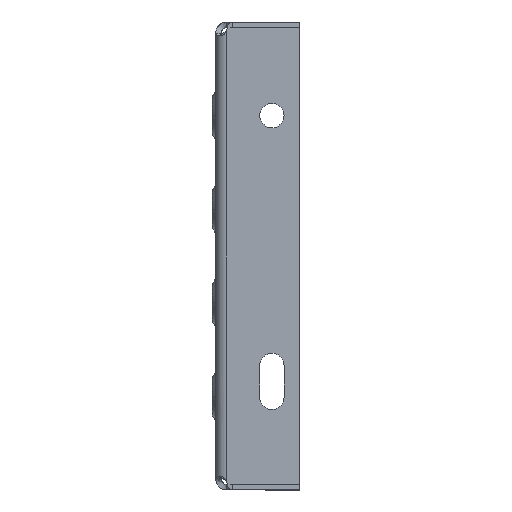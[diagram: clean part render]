
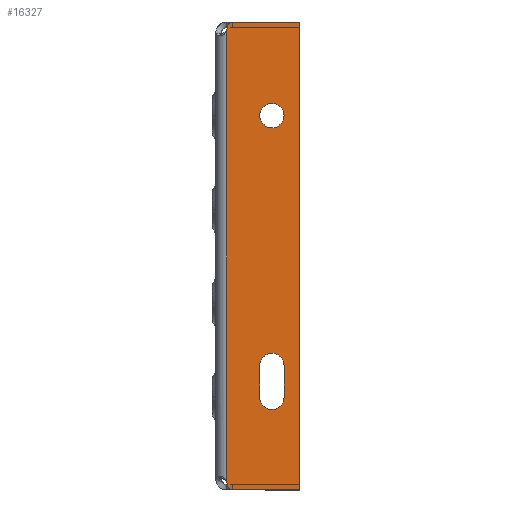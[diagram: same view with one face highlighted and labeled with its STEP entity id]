
A CAD part, left-side view. The second image highlights one B-rep face of the part: STEP entity #16327.
In plain terms, the highlighted planar face has unit normal (-1, 0, 0).
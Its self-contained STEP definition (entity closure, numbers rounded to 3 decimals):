
#971 = VERTEX_POINT ( 'NONE', #45575 ) ;
#1522 = DIRECTION ( 'NONE',  ( 1., 0., 0. ) ) ;
#1795 = LINE ( 'NONE', #10655, #47430 ) ;
#2070 = CARTESIAN_POINT ( 'NONE',  ( -500., 495.493, 0. ) ) ;
#2224 = ORIENTED_EDGE ( 'NONE', *, *, #42472, .F. ) ;
#2511 = CARTESIAN_POINT ( 'NONE',  ( -500., -23.507, 75. ) ) ;
#2804 = ORIENTED_EDGE ( 'NONE', *, *, #53830, .T. ) ;
#2828 = DIRECTION ( 'NONE',  ( 0., 1., 0. ) ) ;
#2957 = CARTESIAN_POINT ( 'NONE',  ( -500., -6.507, 123. ) ) ;
#3929 = CARTESIAN_POINT ( 'NONE',  ( -500., -30.007, -58.5 ) ) ;
#4291 = CARTESIAN_POINT ( 'NONE',  ( -500., -8.507, -125. ) ) ;
#4323 = EDGE_LOOP ( 'NONE', ( #7138, #39037 ) ) ;
#4611 = CIRCLE ( 'NONE', #47075, 6.5 ) ;
#5404 = FACE_OUTER_BOUND ( 'NONE', #30390, .T. ) ;
#5548 = CARTESIAN_POINT ( 'NONE',  ( -500., -6.507, -123. ) ) ;
#5554 = CARTESIAN_POINT ( 'NONE',  ( -500., -45.007, -125. ) ) ;
#5690 = EDGE_CURVE ( 'NONE', #45896, #16247, #33525, .T. ) ;
#5937 = AXIS2_PLACEMENT_3D ( 'NONE', #3929, #33571, #50445 ) ;
#6177 = VERTEX_POINT ( 'NONE', #4291 ) ;
#6700 = VECTOR ( 'NONE', #50005, 1000. ) ;
#7138 = ORIENTED_EDGE ( 'NONE', *, *, #11885, .T. ) ;
#7262 = EDGE_CURVE ( 'NONE', #31718, #34638, #26445, .T. ) ;
#8305 = VERTEX_POINT ( 'NONE', #2957 ) ;
#8588 = ORIENTED_EDGE ( 'NONE', *, *, #7262, .T. ) ;
#8720 = AXIS2_PLACEMENT_3D ( 'NONE', #17385, #50626, #51169 ) ;
#10655 = CARTESIAN_POINT ( 'NONE',  ( -500., -45.007, 165.5 ) ) ;
#10963 = DIRECTION ( 'NONE',  ( 0., 0., -1. ) ) ;
#11132 = CARTESIAN_POINT ( 'NONE',  ( -500., -30.007, 75. ) ) ;
#11492 = DIRECTION ( 'NONE',  ( 1., 0., 0. ) ) ;
#11885 = EDGE_CURVE ( 'NONE', #16247, #45896, #14403, .T. ) ;
#12357 = CARTESIAN_POINT ( 'NONE',  ( -500., -8.507, 125. ) ) ;
#12828 = VECTOR ( 'NONE', #23992, 1000. ) ;
#14403 = CIRCLE ( 'NONE', #24092, 6.5 ) ;
#14406 = ORIENTED_EDGE ( 'NONE', *, *, #22969, .F. ) ;
#14444 = ORIENTED_EDGE ( 'NONE', *, *, #50308, .T. ) ;
#14507 = DIRECTION ( 'NONE',  ( 0., 0., 1. ) ) ;
#14669 = EDGE_CURVE ( 'NONE', #23493, #31718, #29806, .T. ) ;
#15107 = CARTESIAN_POINT ( 'NONE',  ( -500., -1.507, -123. ) ) ;
#15440 = CARTESIAN_POINT ( 'NONE',  ( -500., -45.007, 125. ) ) ;
#15503 = VECTOR ( 'NONE', #14507, 1000. ) ;
#16233 = CIRCLE ( 'NONE', #47168, 5. ) ;
#16247 = VERTEX_POINT ( 'NONE', #2511 ) ;
#16327 = ADVANCED_FACE ( 'NONE', ( #22573, #34800, #5404 ), #38931, .F. ) ;
#16381 = CARTESIAN_POINT ( 'NONE',  ( -500., -23.507, -58.5 ) ) ;
#16819 = CARTESIAN_POINT ( 'NONE',  ( -500., -30.007, -75.5 ) ) ;
#16990 = CIRCLE ( 'NONE', #43524, 2. ) ;
#17385 = CARTESIAN_POINT ( 'NONE',  ( -500., -30.007, 75. ) ) ;
#18284 = ORIENTED_EDGE ( 'NONE', *, *, #28768, .T. ) ;
#18436 = CARTESIAN_POINT ( 'NONE',  ( -500., -36.507, -58.5 ) ) ;
#19849 = CARTESIAN_POINT ( 'NONE',  ( -500., -1.507, 123. ) ) ;
#19972 = ORIENTED_EDGE ( 'NONE', *, *, #35047, .F. ) ;
#21227 = DIRECTION ( 'NONE',  ( 0., 1., 0. ) ) ;
#21320 = VECTOR ( 'NONE', #47777, 1000. ) ;
#21521 = DIRECTION ( 'NONE',  ( 1., 0., 0. ) ) ;
#22573 = FACE_BOUND ( 'NONE', #25786, .T. ) ;
#22618 = CARTESIAN_POINT ( 'NONE',  ( -500., -23.507, -75.5 ) ) ;
#22969 = EDGE_CURVE ( 'NONE', #24350, #24117, #48379, .T. ) ;
#23493 = VERTEX_POINT ( 'NONE', #16381 ) ;
#23591 = DIRECTION ( 'NONE',  ( 1., 0., 0. ) ) ;
#23614 = VERTEX_POINT ( 'NONE', #5554 ) ;
#23992 = DIRECTION ( 'NONE',  ( 0., -1., 0. ) ) ;
#23997 = CIRCLE ( 'NONE', #35491, 2. ) ;
#24092 = AXIS2_PLACEMENT_3D ( 'NONE', #11132, #23591, #2828 ) ;
#24117 = VERTEX_POINT ( 'NONE', #35408 ) ;
#24350 = VERTEX_POINT ( 'NONE', #12357 ) ;
#25055 = LINE ( 'NONE', #33127, #44531 ) ;
#25243 = VERTEX_POINT ( 'NONE', #5548 ) ;
#25336 = LINE ( 'NONE', #41984, #6700 ) ;
#25786 = EDGE_LOOP ( 'NONE', ( #18284, #38930, #8588, #14444 ) ) ;
#25999 = ORIENTED_EDGE ( 'NONE', *, *, #51992, .F. ) ;
#26445 = LINE ( 'NONE', #53016, #21320 ) ;
#27064 = AXIS2_PLACEMENT_3D ( 'NONE', #15107, #27825, #52493 ) ;
#27434 = DIRECTION ( 'NONE',  ( 0., 0., 1. ) ) ;
#27825 = DIRECTION ( 'NONE',  ( -1., 0., 0. ) ) ;
#28768 = EDGE_CURVE ( 'NONE', #51819, #23493, #25336, .T. ) ;
#29806 = CIRCLE ( 'NONE', #5937, 6.5 ) ;
#30390 = EDGE_LOOP ( 'NONE', ( #40073, #34062, #19972, #33788, #2804, #14406, #2224, #25999 ) ) ;
#30792 = CARTESIAN_POINT ( 'NONE',  ( -500., -8.507, 123. ) ) ;
#30981 = CARTESIAN_POINT ( 'NONE',  ( -500., -36.507, -75.5 ) ) ;
#31388 = LINE ( 'NONE', #43833, #15503 ) ;
#31440 = DIRECTION ( 'NONE',  ( 0., 0., 1. ) ) ;
#31718 = VERTEX_POINT ( 'NONE', #18436 ) ;
#33127 = CARTESIAN_POINT ( 'NONE',  ( -500., -45.007, -125. ) ) ;
#33525 = CIRCLE ( 'NONE', #8720, 6.5 ) ;
#33571 = DIRECTION ( 'NONE',  ( 1., 0., 0. ) ) ;
#33788 = ORIENTED_EDGE ( 'NONE', *, *, #50847, .F. ) ;
#34062 = ORIENTED_EDGE ( 'NONE', *, *, #53762, .F. ) ;
#34638 = VERTEX_POINT ( 'NONE', #30981 ) ;
#34800 = FACE_BOUND ( 'NONE', #4323, .T. ) ;
#35047 = EDGE_CURVE ( 'NONE', #6177, #25243, #16990, .T. ) ;
#35408 = CARTESIAN_POINT ( 'NONE',  ( -500., -45.007, 125. ) ) ;
#35491 = AXIS2_PLACEMENT_3D ( 'NONE', #30792, #44341, #27434 ) ;
#36829 = CIRCLE ( 'NONE', #27064, 5. ) ;
#37359 = EDGE_CURVE ( 'NONE', #41297, #971, #31388, .T. ) ;
#38930 = ORIENTED_EDGE ( 'NONE', *, *, #14669, .T. ) ;
#38931 = PLANE ( 'NONE',  #44193 ) ;
#39037 = ORIENTED_EDGE ( 'NONE', *, *, #5690, .T. ) ;
#40073 = ORIENTED_EDGE ( 'NONE', *, *, #37359, .F. ) ;
#41158 = DIRECTION ( 'NONE',  ( 0., 0., -1. ) ) ;
#41297 = VERTEX_POINT ( 'NONE', #47538 ) ;
#41966 = DIRECTION ( 'NONE',  ( 0., 1., 0. ) ) ;
#41984 = CARTESIAN_POINT ( 'NONE',  ( -500., -23.507, 0. ) ) ;
#42472 = EDGE_CURVE ( 'NONE', #8305, #24350, #23997, .T. ) ;
#43524 = AXIS2_PLACEMENT_3D ( 'NONE', #53329, #11492, #10963 ) ;
#43833 = CARTESIAN_POINT ( 'NONE',  ( -500., -6., 0. ) ) ;
#44193 = AXIS2_PLACEMENT_3D ( 'NONE', #2070, #1522, #52746 ) ;
#44341 = DIRECTION ( 'NONE',  ( 1., 0., 0. ) ) ;
#44531 = VECTOR ( 'NONE', #41966, 1000. ) ;
#45575 = CARTESIAN_POINT ( 'NONE',  ( -500., -6., 120.806 ) ) ;
#45583 = DIRECTION ( 'NONE',  ( -1., 0., 0. ) ) ;
#45896 = VERTEX_POINT ( 'NONE', #51744 ) ;
#47075 = AXIS2_PLACEMENT_3D ( 'NONE', #16819, #21521, #21227 ) ;
#47168 = AXIS2_PLACEMENT_3D ( 'NONE', #19849, #45583, #41158 ) ;
#47430 = VECTOR ( 'NONE', #31440, 1000. ) ;
#47538 = CARTESIAN_POINT ( 'NONE',  ( -500., -6., -120.806 ) ) ;
#47777 = DIRECTION ( 'NONE',  ( 0., 0., -1. ) ) ;
#48379 = LINE ( 'NONE', #15440, #12828 ) ;
#50005 = DIRECTION ( 'NONE',  ( 0., 0., 1. ) ) ;
#50308 = EDGE_CURVE ( 'NONE', #34638, #51819, #4611, .T. ) ;
#50445 = DIRECTION ( 'NONE',  ( 0., 1., 0. ) ) ;
#50626 = DIRECTION ( 'NONE',  ( 1., 0., 0. ) ) ;
#50847 = EDGE_CURVE ( 'NONE', #23614, #6177, #25055, .T. ) ;
#51169 = DIRECTION ( 'NONE',  ( 0., 1., 0. ) ) ;
#51744 = CARTESIAN_POINT ( 'NONE',  ( -500., -36.507, 75. ) ) ;
#51819 = VERTEX_POINT ( 'NONE', #22618 ) ;
#51992 = EDGE_CURVE ( 'NONE', #971, #8305, #16233, .T. ) ;
#52493 = DIRECTION ( 'NONE',  ( 0., 0., 1. ) ) ;
#52746 = DIRECTION ( 'NONE',  ( 0., 0., -1. ) ) ;
#53016 = CARTESIAN_POINT ( 'NONE',  ( -500., -36.507, 0. ) ) ;
#53329 = CARTESIAN_POINT ( 'NONE',  ( -500., -8.507, -123. ) ) ;
#53762 = EDGE_CURVE ( 'NONE', #25243, #41297, #36829, .T. ) ;
#53830 = EDGE_CURVE ( 'NONE', #23614, #24117, #1795, .T. ) ;
